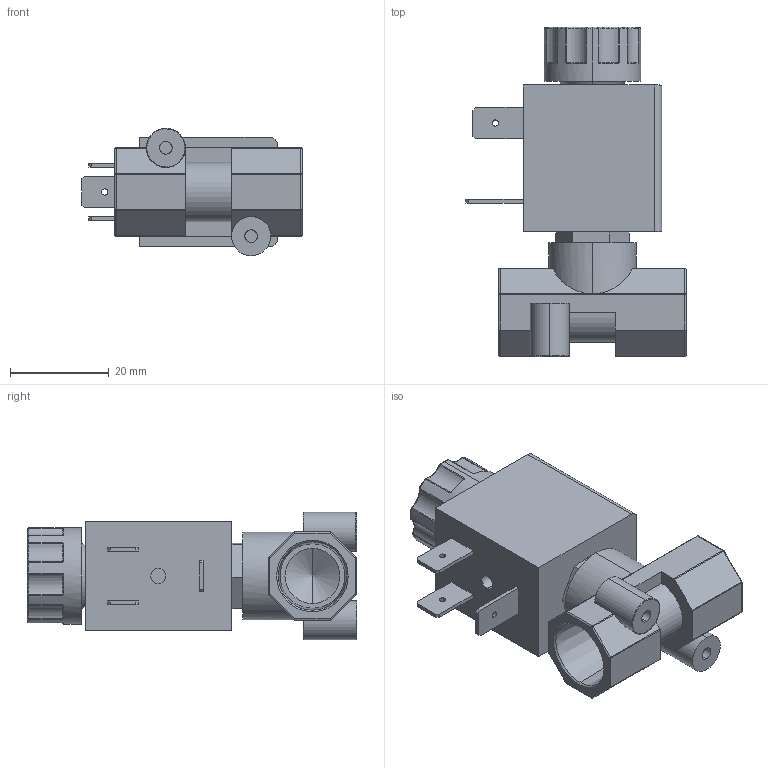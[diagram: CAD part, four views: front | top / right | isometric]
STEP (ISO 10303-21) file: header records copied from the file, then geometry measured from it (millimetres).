
FILE_DESCRIPTION (( 'STEP AP203' ), '1' );
FILE_NAME ('SC911YH24VFBA5.step', '2025-12-15T20:55:30', ( '' ), ( '' ), 'SwSTEP 2.0', 'SolidWorks 2024', '' );
FILE_SCHEMA (( 'CONFIG_CONTROL_DESIGN' ));
Length unit declared in the file: inch
Products named in the file (1): SC911YH24VFBA5
Bounding box: 44.63 x 66.67 x 25.83 mm (x, y, z)
Volume: 29482.6 mm3; surface area: 10406.9 mm2
Topology: 1 solids, 1 shells, 312 faces, 740 edges, 402 vertices
Faces by surface type: bspline 133, cylinder 89, plane 74, cone 14, torus 2
Entity records: 10700 total; most frequent: CARTESIAN_POINT 4373, ORIENTED_EDGE 1396, DIRECTION 1201, EDGE_CURVE 698, AXIS2_PLACEMENT_3D 478, VERTEX_POINT 402, EDGE_LOOP 332, FACE_OUTER_BOUND 312
